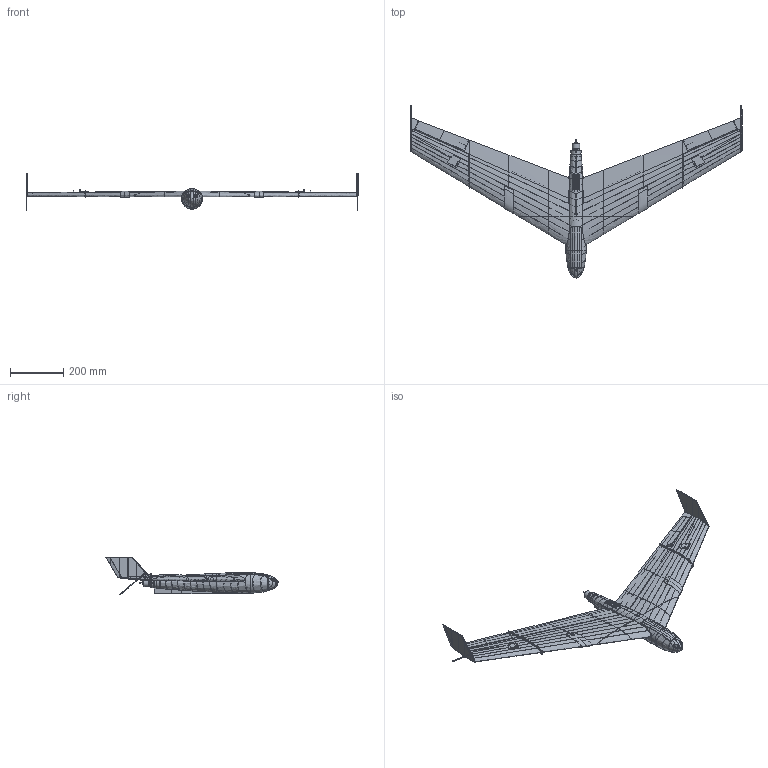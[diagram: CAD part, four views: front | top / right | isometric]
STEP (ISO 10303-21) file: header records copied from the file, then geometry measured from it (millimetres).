
FILE_DESCRIPTION(('FreeCAD Model'),'2;1');
FILE_NAME('Open CASCADE Shape Model','2025-04-27T05:30:39',('FreeCAD'),( 'FreeCAD'),'Open CASCADE STEP processor 7.6','FreeCAD','Unknown');
FILE_SCHEMA(('AUTOMOTIVE_DESIGN { 1 0 10303 214 1 1 1 1 }'));
Products named in the file (1): Open CASCADE STEP translator 7.6 1
Bounding box: 1244.54 x 645.87 x 141.87 mm (x, y, z)
Volume: 1179620.9 mm3; surface area: 1766120.1 mm2
Topology: 37 solids, 98 shells, 2141 faces, 5472 edges, 3580 vertices
Faces by surface type: bspline 2141
Entity records: 85098 total; most frequent: CARTESIAN_POINT 52671, ORIENTED_EDGE 10880, EDGE_CURVE 5440, B_SPLINE_CURVE_WITH_KNOTS 4022, VERTEX_POINT 3580, FACE_BOUND 2382, EDGE_LOOP 2382, ADVANCED_FACE 2141
